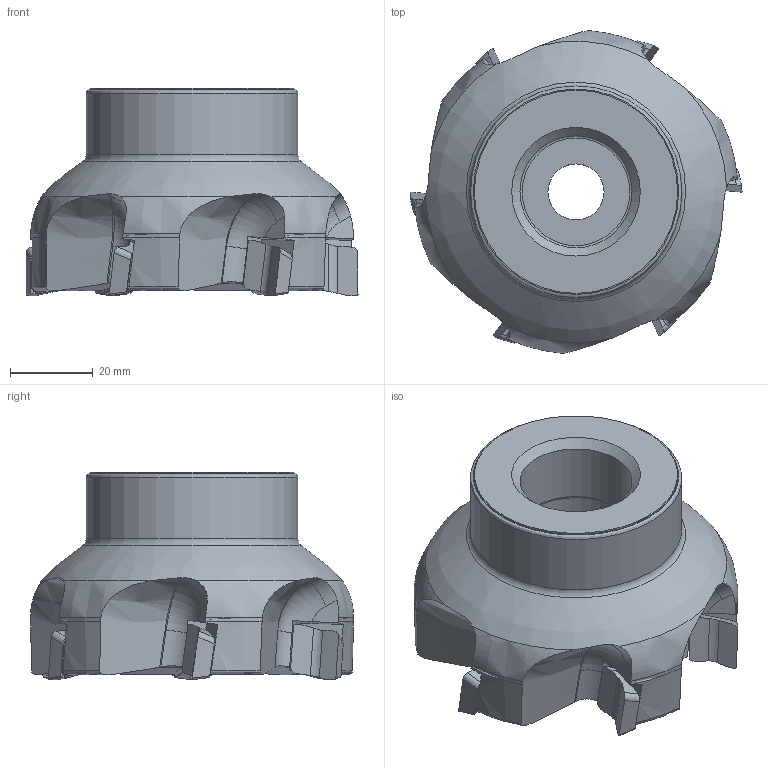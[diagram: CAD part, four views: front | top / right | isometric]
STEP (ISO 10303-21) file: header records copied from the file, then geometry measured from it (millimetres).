
FILE_DESCRIPTION(/* description */ (''),/* implementation_level */ '2;1');
FILE_NAME(/* name */ 'toolassembly_1.stp',/* time_stamp */ '2019-10-02T13:39:52+02:00',/* author */ (''),/* organization */ ('SMS'),/* preprocessor_version */ 'ST-DEVELOPER v16.7',/* originating_system */ 'SIEMENS PLM Software NX 12.0',/* authorisation */ '');
FILE_SCHEMA (('AUTOMOTIVE_DESIGN { 1 0 10303 214 3 1 1 1 }'));
Length unit declared in the file: millimetre
Products named in the file (4): CUT_20191002133912; NOCUT_20191002133848; ASSEMBLY_CONSTRUCTION; TOOLASSEMBLY_1
Assembly tree (8 placements, depth 2):
  TOOLASSEMBLY_1
    ASSEMBLY_CONSTRUCTION
    NOCUT_20191002133848
    CUT_20191002133912  x6
Bounding box: 80.01 x 77.82 x 50 mm (x, y, z)
Volume: 115823 mm3; surface area: 22899.1 mm2
Topology: 7 solids, 7 shells, 260 faces, 710 edges, 494 vertices
Faces by surface type: plane 131, cylinder 54, cone 39, torus 17, bspline 12, revolution 7
Full cylindrical faces by diameter (mm): 13.5 x1, 20 x1, 27.011 x1, 27.5 x1, 49 x1, 51 x1
Entity records: 5697 total; most frequent: CARTESIAN_POINT 2281, ORIENTED_EDGE 710, DIRECTION 611, EDGE_CURVE 355, AXIS2_PLACEMENT_3D 257, VERTEX_POINT 243, EDGE_LOOP 156, B_SPLINE_CURVE_WITH_KNOTS 138
